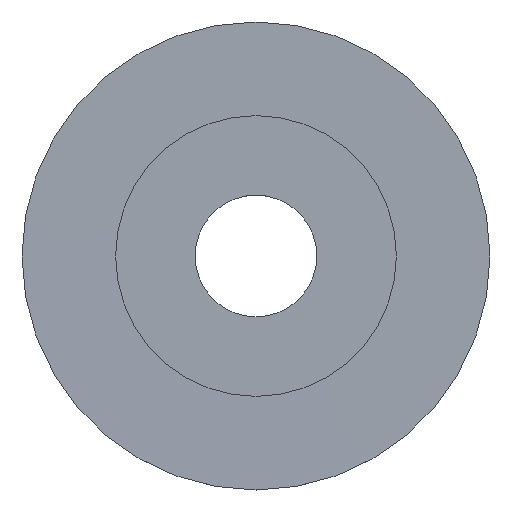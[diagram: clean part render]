
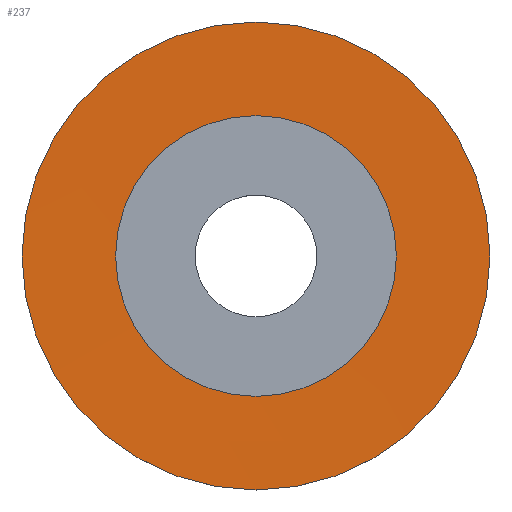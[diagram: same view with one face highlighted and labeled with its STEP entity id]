
A CAD part, top view. The second image highlights one B-rep face of the part: STEP entity #237.
In plain terms, the highlighted conical face has half-angle 89.828 degrees and reference radius 25 mm.
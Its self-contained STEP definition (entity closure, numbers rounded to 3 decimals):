
#5 = ORIENTED_EDGE ( 'NONE', *, *, #112, .T. ) ;
#25 = FACE_OUTER_BOUND ( 'NONE', #236, .T. ) ;
#26 = AXIS2_PLACEMENT_3D ( 'NONE', #170, #188, #186 ) ;
#74 = FACE_BOUND ( 'NONE', #163, .T. ) ;
#88 = DIRECTION ( 'NONE',  ( 0., -1., 0. ) ) ;
#91 = DIRECTION ( 'NONE',  ( 0., 0., 1. ) ) ;
#112 = EDGE_CURVE ( 'NONE', #243, #243, #123, .T. ) ;
#113 = CARTESIAN_POINT ( 'NONE',  ( 0., 0., 0.77 ) ) ;
#123 = CIRCLE ( 'NONE', #189, 15. ) ;
#132 = DIRECTION ( 'NONE',  ( 0., 1., 0. ) ) ;
#145 = CIRCLE ( 'NONE', #26, 25. ) ;
#153 = VERTEX_POINT ( 'NONE', #225 ) ;
#155 = AXIS2_PLACEMENT_3D ( 'NONE', #221, #91, #88 ) ;
#163 = EDGE_LOOP ( 'NONE', ( #5 ) ) ;
#164 = EDGE_CURVE ( 'NONE', #153, #153, #145, .T. ) ;
#170 = CARTESIAN_POINT ( 'NONE',  ( 0., 0., 0.8 ) ) ;
#172 = CARTESIAN_POINT ( 'NONE',  ( 0., 15., 0.77 ) ) ;
#186 = DIRECTION ( 'NONE',  ( 0., 1., 0. ) ) ;
#188 = DIRECTION ( 'NONE',  ( 0., 0., -1. ) ) ;
#189 = AXIS2_PLACEMENT_3D ( 'NONE', #113, #209, #132 ) ;
#209 = DIRECTION ( 'NONE',  ( 0., 0., -1. ) ) ;
#215 = CONICAL_SURFACE ( 'NONE', #155, 25., 1.568 ) ;
#221 = CARTESIAN_POINT ( 'NONE',  ( 0., 0., 0.8 ) ) ;
#225 = CARTESIAN_POINT ( 'NONE',  ( 0., 25., 0.8 ) ) ;
#236 = EDGE_LOOP ( 'NONE', ( #245 ) ) ;
#237 = ADVANCED_FACE ( 'NONE', ( #74, #25 ), #215, .F. ) ;
#243 = VERTEX_POINT ( 'NONE', #172 ) ;
#245 = ORIENTED_EDGE ( 'NONE', *, *, #164, .F. ) ;
